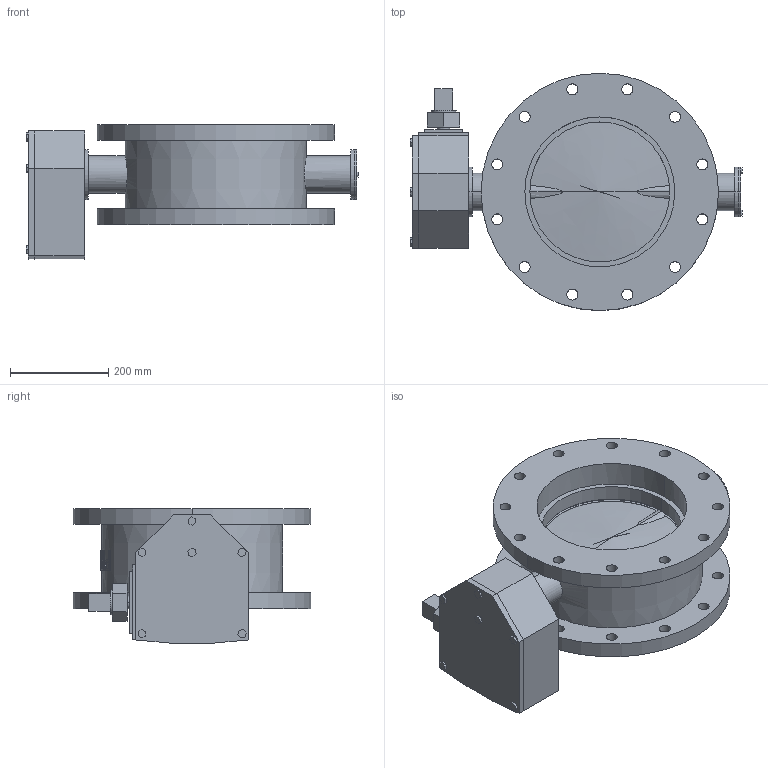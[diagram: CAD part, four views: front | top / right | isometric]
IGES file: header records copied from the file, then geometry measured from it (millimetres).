
Start section: SolidWorks IGES file using analytic representation for surfaces
Global section: file name: 150B-FL-12.IGS; native system: SolidWorks 2014; preprocessor: SolidWorks 2014; author: ekkiuser; date: 170426.133807; units: inch
Bounding box: 674.88 x 482.6 x 274.04 mm (x, y, z)
Volume: 22100958.1 mm3; surface area: 1815693.9 mm2
Topology: 17 solids, 17 shells, 379 faces, 913 edges, 592 vertices
Faces by surface type: plane 188, revolution 180, bspline 11
